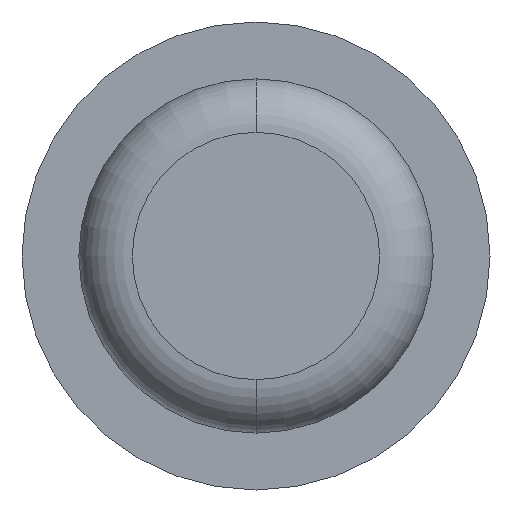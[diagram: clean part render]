
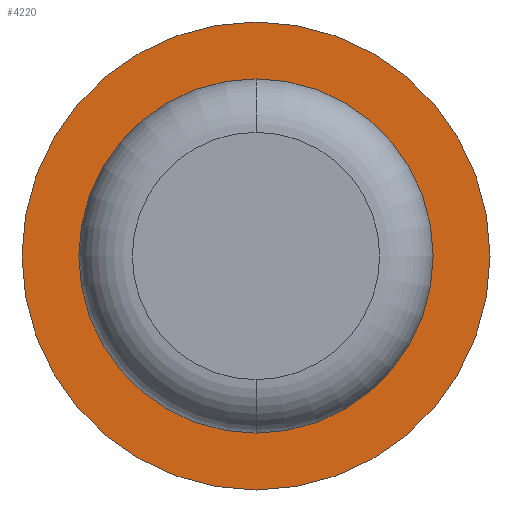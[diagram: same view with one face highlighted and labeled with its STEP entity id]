
A CAD part, front view. The second image highlights one B-rep face of the part: STEP entity #4220.
In plain terms, the highlighted planar face has unit normal (0, -1, 0).
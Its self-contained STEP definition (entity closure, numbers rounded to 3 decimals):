
#97 = DIRECTION ( 'NONE',  ( 0., -1., 0. ) ) ;
#151 = DIRECTION ( 'NONE',  ( 0., 0., -1. ) ) ;
#172 = CIRCLE ( 'NONE', #4886, 1.75 ) ;
#193 = FACE_BOUND ( 'NONE', #288, .T. ) ;
#218 = DIRECTION ( 'NONE',  ( 0., 0., -1. ) ) ;
#288 = EDGE_LOOP ( 'NONE', ( #564, #3057 ) ) ;
#430 = EDGE_CURVE ( 'Defeature ausgef�hrt1_41+Defeature ausgef�hrt1_42+Defeature ausgef�hrt1_42+Defeature ausgef�hrt1_42', #1773, #780, #4562, .T. ) ;
#489 = DIRECTION ( 'NONE',  ( 0., 0., -1. ) ) ;
#508 = DIRECTION ( 'NONE',  ( 0., -1., 0. ) ) ;
#564 = ORIENTED_EDGE ( 'NONE', *, *, #1282, .F. ) ;
#780 = VERTEX_POINT ( 'NONE', #2366 ) ;
#799 = EDGE_LOOP ( 'NONE', ( #1091, #1898 ) ) ;
#979 = AXIS2_PLACEMENT_3D ( 'NONE', #3666, #97, #1315 ) ;
#1015 = CARTESIAN_POINT ( 'NONE',  ( 1.325, 7.9, 0. ) ) ;
#1091 = ORIENTED_EDGE ( 'NONE', *, *, #1400, .T. ) ;
#1270 = CARTESIAN_POINT ( 'NONE',  ( 0., 7.9, 0. ) ) ;
#1282 = EDGE_CURVE ( 'Defeature ausgef�hrt1_40+Defeature ausgef�hrt1_41+Defeature ausgef�hrt1_41+Defeature ausgef�hrt1_41', #3803, #5037, #1343, .T. ) ;
#1315 = DIRECTION ( 'NONE',  ( 0., 0., -1. ) ) ;
#1343 = CIRCLE ( 'NONE', #979, 1.325 ) ;
#1400 = EDGE_CURVE ( 'Defeature ausgef�hrt1_41+Defeature ausgef�hrt1_42+Defeature ausgef�hrt1_42+Defeature ausgef�hrt1_42', #780, #1773, #172, .T. ) ;
#1423 = EDGE_CURVE ( 'Defeature ausgef�hrt1_40+Defeature ausgef�hrt1_41+Defeature ausgef�hrt1_41+Defeature ausgef�hrt1_41', #5037, #3803, #3052, .T. ) ;
#1619 = AXIS2_PLACEMENT_3D ( 'NONE', #1015, #2995, #489 ) ;
#1773 = VERTEX_POINT ( 'NONE', #2556 ) ;
#1793 = CARTESIAN_POINT ( 'NONE',  ( 0., 7.9, 1.325 ) ) ;
#1898 = ORIENTED_EDGE ( 'NONE', *, *, #430, .T. ) ;
#2366 = CARTESIAN_POINT ( 'NONE',  ( 0., 7.9, -1.75 ) ) ;
#2556 = CARTESIAN_POINT ( 'NONE',  ( 0., 7.9, 1.75 ) ) ;
#2579 = DIRECTION ( 'NONE',  ( 0., -1., 0. ) ) ;
#2995 = DIRECTION ( 'NONE',  ( 0., -1., 0. ) ) ;
#3052 = CIRCLE ( 'NONE', #3382, 1.325 ) ;
#3057 = ORIENTED_EDGE ( 'NONE', *, *, #1423, .F. ) ;
#3231 = DIRECTION ( 'NONE',  ( 0., 0., -1. ) ) ;
#3329 = DIRECTION ( 'NONE',  ( 0., -1., 0. ) ) ;
#3382 = AXIS2_PLACEMENT_3D ( 'NONE', #4961, #3329, #151 ) ;
#3666 = CARTESIAN_POINT ( 'NONE',  ( 0., 7.9, 0. ) ) ;
#3691 = FACE_OUTER_BOUND ( 'NONE', #799, .T. ) ;
#3803 = VERTEX_POINT ( 'NONE', #4027 ) ;
#4027 = CARTESIAN_POINT ( 'NONE',  ( 0., 7.9, -1.325 ) ) ;
#4118 = CARTESIAN_POINT ( 'NONE',  ( 0., 7.9, 0. ) ) ;
#4220 = ADVANCED_FACE ( 'Defeature ausgef�hrt1_41', ( #3691, #193 ), #4479, .T. ) ;
#4479 = PLANE ( 'NONE',  #1619 ) ;
#4539 = AXIS2_PLACEMENT_3D ( 'NONE', #1270, #508, #3231 ) ;
#4562 = CIRCLE ( 'NONE', #4539, 1.75 ) ;
#4886 = AXIS2_PLACEMENT_3D ( 'NONE', #4118, #2579, #218 ) ;
#4961 = CARTESIAN_POINT ( 'NONE',  ( 0., 7.9, 0. ) ) ;
#5037 = VERTEX_POINT ( 'NONE', #1793 ) ;
